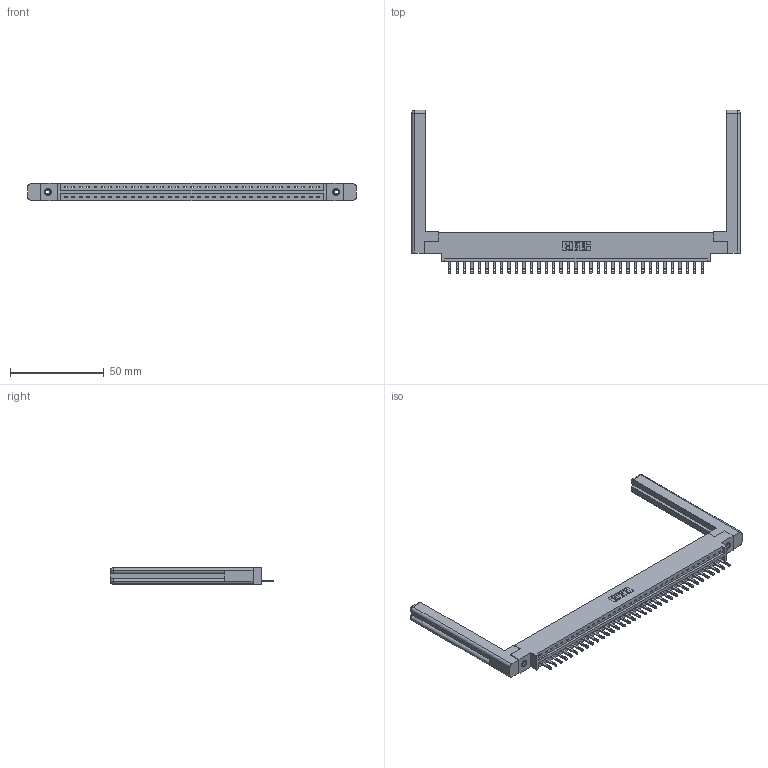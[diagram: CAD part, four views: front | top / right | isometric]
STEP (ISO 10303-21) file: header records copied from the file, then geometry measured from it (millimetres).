
FILE_DESCRIPTION (( 'STEP AP203' ), '1' );
FILE_NAME ('337-035-500-658.STEP', '2019-10-01T12:25:49', ( '' ), ( '' ), 'SwSTEP 2.0', 'SolidWorks 2016', '' );
FILE_SCHEMA (( 'CONFIG_CONTROL_DESIGN' ));
Length unit declared in the file: inch
Products named in the file (5): 345-292-001_345-293-100; 337-035-500-658; 337 Part_0.170 Offset - 0.156 Dia-TI; 345-250-001_345-250-001-102; 307-220-058
Assembly tree (40 placements, depth 2):
  337-035-500-658
    337 Part_0.170 Offset - 0.156 Dia-TI
    345-292-001_345-293-100  x35
    345-250-001_345-250-001-102  x2
    307-220-058  x2
Bounding box: 175.31 x 87.25 x 9.4 mm (x, y, z)
Volume: 25199.3 mm3; surface area: 23991.1 mm2
Topology: 40 solids, 40 shells, 2290 faces, 6977 edges, 4638 vertices
Faces by surface type: plane 1558, cylinder 708, cone 12, torus 12
Entity records: 29618 total; most frequent: CARTESIAN_POINT 5158, ORIENTED_EDGE 5068, DIRECTION 4376, EDGE_CURVE 2534, VECTOR 2354, LINE 2354, VERTEX_POINT 1682, AXIS2_PLACEMENT_3D 1011
